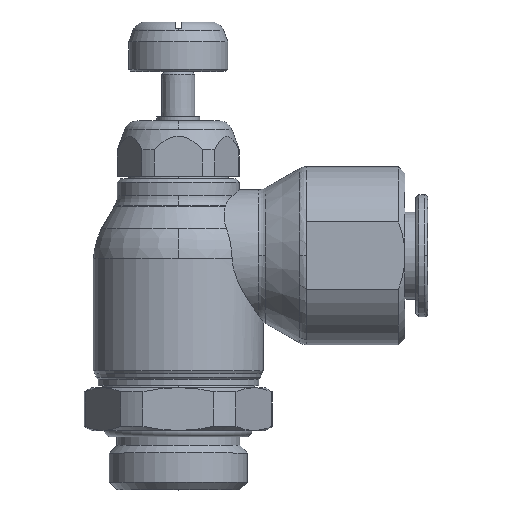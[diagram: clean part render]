
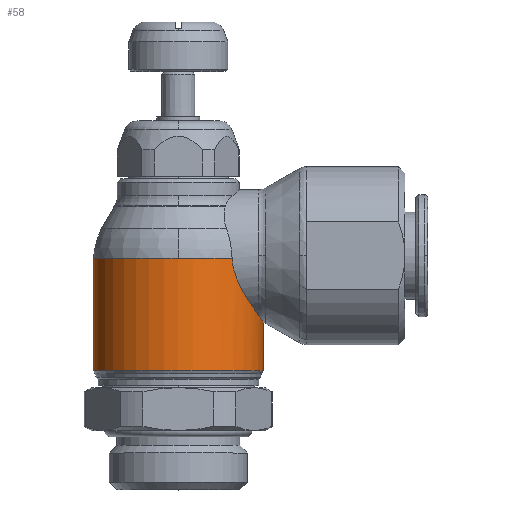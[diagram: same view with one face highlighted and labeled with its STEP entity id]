
A CAD part, top view. The second image highlights one B-rep face of the part: STEP entity #58.
In plain terms, the highlighted cylindrical face has radius 12.9 mm (diameter 25.8 mm), a partial arc.
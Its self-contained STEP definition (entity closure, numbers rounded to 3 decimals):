
#58=ADVANCED_FACE('',(#229),#230,.T.);
#229=FACE_OUTER_BOUND('',#556,.T.);
#230=CYLINDRICAL_SURFACE('',#557,12.9);
#556=EDGE_LOOP('',(#948,#949,#950,#951,#952,#953,#954));
#557=AXIS2_PLACEMENT_3D('',#955,#956,#957);
#948=ORIENTED_EDGE('',*,*,#2147,.F.);
#949=ORIENTED_EDGE('',*,*,#2148,.T.);
#950=ORIENTED_EDGE('',*,*,#2149,.F.);
#951=ORIENTED_EDGE('',*,*,#2150,.T.);
#952=ORIENTED_EDGE('',*,*,#2151,.T.);
#953=ORIENTED_EDGE('',*,*,#2145,.F.);
#954=ORIENTED_EDGE('',*,*,#2152,.F.);
#955=CARTESIAN_POINT('',(0.0,26.604,0.0));
#956=DIRECTION('',(0.0,1.0,0.0));
#957=DIRECTION('',(-1.0,0.0,0.0));
#2145=EDGE_CURVE('',#2565,#2567,#2568,.T.);
#2147=EDGE_CURVE('',#2570,#2571,#2572,.T.);
#2148=EDGE_CURVE('',#2570,#2573,#2574,.T.);
#2149=EDGE_CURVE('',#2575,#2573,#2576,.T.);
#2150=EDGE_CURVE('',#2575,#2577,#2578,.T.);
#2151=EDGE_CURVE('',#2577,#2567,#2579,.T.);
#2152=EDGE_CURVE('',#2571,#2565,#2580,.T.);
#2565=VERTEX_POINT('',#3279);
#2567=VERTEX_POINT('',#3281);
#2568=CIRCLE('',#3282,12.9);
#2570=VERTEX_POINT('',#3305);
#2571=VERTEX_POINT('',#3306);
#2572=LINE('',#3307,#3308);
#2573=VERTEX_POINT('',#3309);
#2574=CIRCLE('',#3310,12.9);
#2575=VERTEX_POINT('',#3311);
#2576=LINE('',#3312,#3313);
#2577=VERTEX_POINT('',#3314);
#2578=B_SPLINE_CURVE_WITH_KNOTS('',3,(#3315,#3316,#3317,#3318,#3319,#3320,#3321,#3322,#3323,#3324,#3325,#3326,#3327,#3328),.UNSPECIFIED.,.F.,.F.,(4,2,2,2,2,2,4),(0.0,2.716,3.986,4.98,6.208,8.891,9.071),.UNSPECIFIED.);
#2579=B_SPLINE_CURVE_WITH_KNOTS('',3,(#3329,#3330,#3331,#3332,#3333,#3334,#3335,#3336,#3337,#3338,#3339,#3340,#3341,#3342,#3343,#3344),.UNSPECIFIED.,.F.,.F.,(4,2,2,2,2,2,2,4),(20.002,21.981,23.96,25.992,28.023,30.054,31.07,32.086),.UNSPECIFIED.);
#2580=CIRCLE('',#3345,12.9);
#3279=CARTESIAN_POINT('',(0.,35.134,12.9));
#3281=CARTESIAN_POINT('',(8.159,35.134,9.992));
#3282=AXIS2_PLACEMENT_3D('',#4807,#4808,#4809);
#3305=CARTESIAN_POINT('',(-12.9,18.075,0.0));
#3306=CARTESIAN_POINT('',(-12.9,35.134,0.));
#3307=CARTESIAN_POINT('',(-12.9,26.604,0.));
#3308=VECTOR('',#4810,1.0);
#3309=CARTESIAN_POINT('',(12.9,18.075,0.));
#3310=AXIS2_PLACEMENT_3D('',#4811,#4812,#4813);
#3311=CARTESIAN_POINT('',(12.9,25.405,0.));
#3312=CARTESIAN_POINT('',(12.9,26.604,0.));
#3313=VECTOR('',#4814,1.0);
#3314=CARTESIAN_POINT('',(12.173,26.499,4.269));
#3315=CARTESIAN_POINT('',(12.173,26.499,-4.269));
#3316=CARTESIAN_POINT('',(12.447,26.131,-3.488));
#3317=CARTESIAN_POINT('',(12.652,25.807,-2.668));
#3318=CARTESIAN_POINT('',(12.832,25.518,-1.384));
#3319=CARTESIAN_POINT('',(12.87,25.454,-0.969));
#3320=CARTESIAN_POINT('',(12.902,25.401,-0.217));
#3321=CARTESIAN_POINT('',(12.904,25.399,0.112));
#3322=CARTESIAN_POINT('',(12.878,25.441,0.851));
#3323=CARTESIAN_POINT('',(12.845,25.496,1.253));
#3324=CARTESIAN_POINT('',(12.682,25.76,2.519));
#3325=CARTESIAN_POINT('',(12.488,26.068,3.336));
#3326=CARTESIAN_POINT('',(12.209,26.45,4.165));
#3327=CARTESIAN_POINT('',(12.191,26.475,4.217));
#3328=CARTESIAN_POINT('',(12.173,26.499,4.269));
#3329=CARTESIAN_POINT('',(12.292,26.34,3.914));
#3330=CARTESIAN_POINT('',(12.097,26.6,4.526));
#3331=CARTESIAN_POINT('',(11.861,26.92,5.106));
#3332=CARTESIAN_POINT('',(11.346,27.643,6.166));
#3333=CARTESIAN_POINT('',(11.067,28.048,6.648));
#3334=CARTESIAN_POINT('',(10.505,28.905,7.505));
#3335=CARTESIAN_POINT('',(10.199,29.393,7.912));
#3336=CARTESIAN_POINT('',(9.597,30.455,8.633));
#3337=CARTESIAN_POINT('',(9.3,31.028,8.948));
#3338=CARTESIAN_POINT('',(8.776,32.238,9.461));
#3339=CARTESIAN_POINT('',(8.551,32.876,9.661));
#3340=CARTESIAN_POINT('',(8.315,33.861,9.863));
#3341=CARTESIAN_POINT('',(8.253,34.194,9.914));
#3342=CARTESIAN_POINT('',(8.171,34.865,9.983));
#3343=CARTESIAN_POINT('',(8.149,35.203,10.0));
#3344=CARTESIAN_POINT('',(8.149,35.542,10.0));
#3345=AXIS2_PLACEMENT_3D('',#4815,#4816,#4817);
#4807=CARTESIAN_POINT('',(0.0,35.134,0.0));
#4808=DIRECTION('',(0.0,1.0,0.0));
#4809=DIRECTION('',(-1.0,0.0,0.0));
#4810=DIRECTION('',(0.0,1.0,0.0));
#4811=CARTESIAN_POINT('',(0.0,18.075,0.0));
#4812=DIRECTION('',(0.0,1.0,0.0));
#4813=DIRECTION('',(-1.0,0.0,0.0));
#4814=DIRECTION('',(-0.0,-1.0,-0.0));
#4815=CARTESIAN_POINT('',(0.0,35.134,0.0));
#4816=DIRECTION('',(0.0,1.0,0.0));
#4817=DIRECTION('',(-1.0,0.0,0.0));
